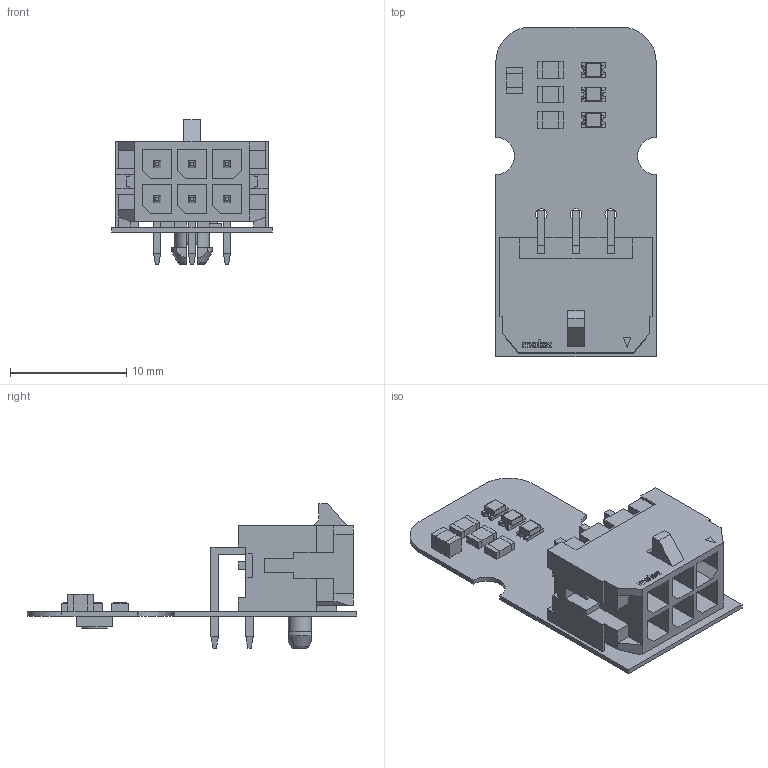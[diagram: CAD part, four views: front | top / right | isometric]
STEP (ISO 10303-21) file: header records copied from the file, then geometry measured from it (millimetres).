
FILE_DESCRIPTION(/* description */ ('','CAx-IF Rec.Pracs.---Representation and Presentation of Product Manufacturing Information (PMI)---4.0---2014-10-13'),/* implementation_level */ '2;1');
FILE_NAME(/* name */ 'enkoder_dwa.step',/* time_stamp */ '2025-02-02T21:51:35+01:00',/* author */ (''),/* organization */ (''),/* preprocessor_version */ 'ST-DEVELOPER v20',/* originating_system */ 'Autodesk Translation Framework v13.20.0.188',/* authorisation */ '');
FILE_SCHEMA (('AP242_MANAGED_MODEL_BASED_3D_ENGINEERING_MIM_LF { 1 0 10303 442 1 1 4 }'));
Length unit declared in the file: millimetre
Products named in the file (33): enkoder_dwa; Board; Open CASCADE STEP translator 7.5 1.1.1; U1; 5993830400; R3; R2; R1; 6016870112; Extruded; 6016869952; Extruded (1); J1; Conn_Molex_0430450600_eec; Body; Pins; New Marking; Molex Logo-LAPTOP-NQA1DCQ3; D3; D2; D1; Diode_Wurth_Electronics_150080SS75000_eec; base; cover; housing; marking; base_2; Mark2; C1; 6016870512; Extruded (2); 6016870272; Extruded (3)
Assembly tree (43 placements, depth 4):
  enkoder_dwa
    Board
      Open CASCADE STEP translator 7.5 1.1.1
    U1
      5993830400
    R3
      6016870112
        Extruded
      6016869952  x2
        Extruded (1)
    R2
      6016870112
        Extruded
      6016869952  x2
        Extruded (1)
    R1
      6016870112
        Extruded
      6016869952  x2
        Extruded (1)
    J1
      Conn_Molex_0430450600_eec
        Body
        Pins
        New Marking
        Molex Logo-LAPTOP-NQA1DCQ3
    D3
      Diode_Wurth_Electronics_150080SS75000_eec
        base
        cover
        housing
        marking  x2
        base_2
        Mark2
    D2
      Diode_Wurth_Electronics_150080SS75000_eec
        base
        cover
        housing
        marking  x2
        base_2
        Mark2
    D1
      Diode_Wurth_Electronics_150080SS75000_eec
        base
        cover
        housing
        marking  x2
        base_2
        Mark2
    C1
      6016870512  x2
        Extruded (2)
      6016870272
        Extruded (3)
Bounding box: 13.8 x 28.4 x 12.45 mm (x, y, z)
Volume: 751.6 mm3; surface area: 2267.4 mm2
Topology: 72 solids, 72 shells, 876 faces, 2048 edges, 1329 vertices
Faces by surface type: plane 766, cylinder 66, bspline 28, sphere 12, cone 2, torus 2
Full cylindrical faces by diameter (mm): 0.155 x1, 1.02 x6, 2.227 x1, 3 x1
Entity records: 19495 total; most frequent: CARTESIAN_POINT 3621, ORIENTED_EDGE 3064, DIRECTION 2940, EDGE_CURVE 1532, LINE 1396, VECTOR 1396, VERTEX_POINT 993, AXIS2_PLACEMENT_3D 772
